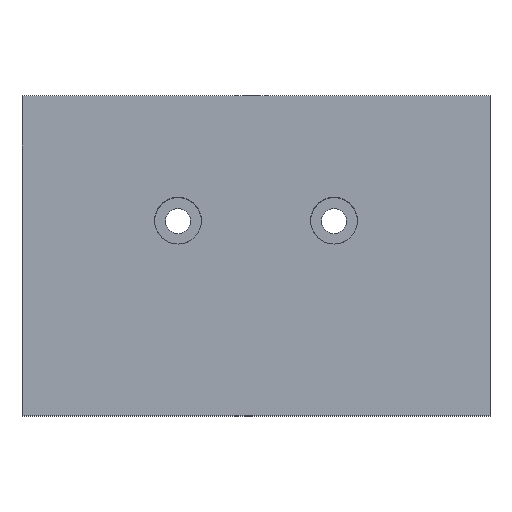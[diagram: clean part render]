
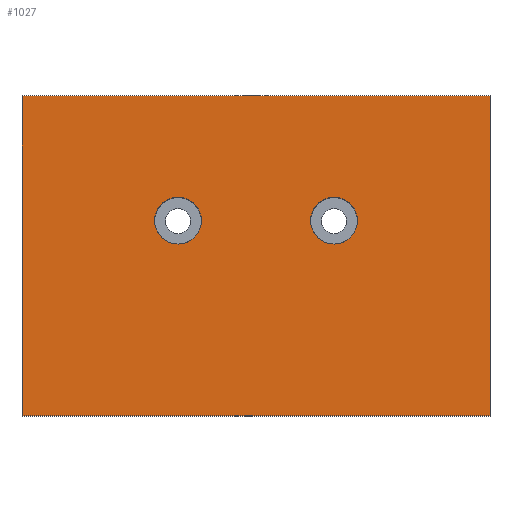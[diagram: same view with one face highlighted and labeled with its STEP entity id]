
A CAD part, top view. The second image highlights one B-rep face of the part: STEP entity #1027.
In plain terms, the highlighted planar face has unit normal (0, 0, 1).
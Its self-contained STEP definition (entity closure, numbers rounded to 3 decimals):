
#19=FACE_BOUND('',#167,.T.);
#20=FACE_BOUND('',#168,.T.);
#60=PLANE('',#1136);
#111=FACE_OUTER_BOUND('',#166,.T.);
#166=EDGE_LOOP('',(#929,#930,#931,#932));
#167=EDGE_LOOP('',(#933));
#168=EDGE_LOOP('',(#934));
#263=LINE('',#1645,#367);
#288=LINE('',#1701,#392);
#299=LINE('',#1722,#403);
#300=LINE('',#1724,#404);
#367=VECTOR('',#1351,10.);
#392=VECTOR('',#1398,10.);
#403=VECTOR('',#1423,10.);
#404=VECTOR('',#1426,10.);
#409=CIRCLE('',#1055,3.);
#412=CIRCLE('',#1067,3.);
#437=VERTEX_POINT('',#1459);
#446=VERTEX_POINT('',#1482);
#498=VERTEX_POINT('',#1642);
#499=VERTEX_POINT('',#1644);
#518=VERTEX_POINT('',#1698);
#519=VERTEX_POINT('',#1700);
#536=EDGE_CURVE('',#437,#437,#409,.T.);
#547=EDGE_CURVE('',#446,#446,#412,.T.);
#628=EDGE_CURVE('',#498,#499,#263,.T.);
#656=EDGE_CURVE('',#518,#519,#288,.T.);
#667=EDGE_CURVE('',#518,#499,#299,.T.);
#668=EDGE_CURVE('',#519,#498,#300,.T.);
#929=ORIENTED_EDGE('',*,*,#667,.T.);
#930=ORIENTED_EDGE('',*,*,#628,.F.);
#931=ORIENTED_EDGE('',*,*,#668,.F.);
#932=ORIENTED_EDGE('',*,*,#656,.F.);
#933=ORIENTED_EDGE('',*,*,#536,.T.);
#934=ORIENTED_EDGE('',*,*,#547,.T.);
#1027=ADVANCED_FACE('',(#111,#19,#20),#60,.T.);
#1055=AXIS2_PLACEMENT_3D('',#1461,#1166,#1167);
#1067=AXIS2_PLACEMENT_3D('',#1484,#1192,#1193);
#1136=AXIS2_PLACEMENT_3D('',#1723,#1424,#1425);
#1166=DIRECTION('center_axis',(0.,0.,-1.));
#1167=DIRECTION('ref_axis',(1.,0.,0.));
#1192=DIRECTION('center_axis',(0.,0.,-1.));
#1193=DIRECTION('ref_axis',(1.,0.,0.));
#1351=DIRECTION('',(0.,-1.,0.));
#1398=DIRECTION('',(0.,1.,0.));
#1423=DIRECTION('',(1.,0.,0.));
#1424=DIRECTION('center_axis',(0.,0.,1.));
#1425=DIRECTION('ref_axis',(0.,-1.,0.));
#1426=DIRECTION('',(1.,0.,0.));
#1459=CARTESIAN_POINT('',(7.,23.,15.));
#1461=CARTESIAN_POINT('Origin',(10.,23.,15.));
#1482=CARTESIAN_POINT('',(-13.,23.,15.));
#1484=CARTESIAN_POINT('Origin',(-10.,23.,15.));
#1642=CARTESIAN_POINT('',(30.,39.,15.));
#1644=CARTESIAN_POINT('',(30.,-2.,15.));
#1645=CARTESIAN_POINT('',(30.,39.,15.));
#1698=CARTESIAN_POINT('',(-30.,-2.,15.));
#1700=CARTESIAN_POINT('',(-30.,39.,15.));
#1701=CARTESIAN_POINT('',(-30.,39.,15.));
#1722=CARTESIAN_POINT('',(0.,-2.,15.));
#1723=CARTESIAN_POINT('Origin',(0.,39.,15.));
#1724=CARTESIAN_POINT('',(0.,39.,15.));
